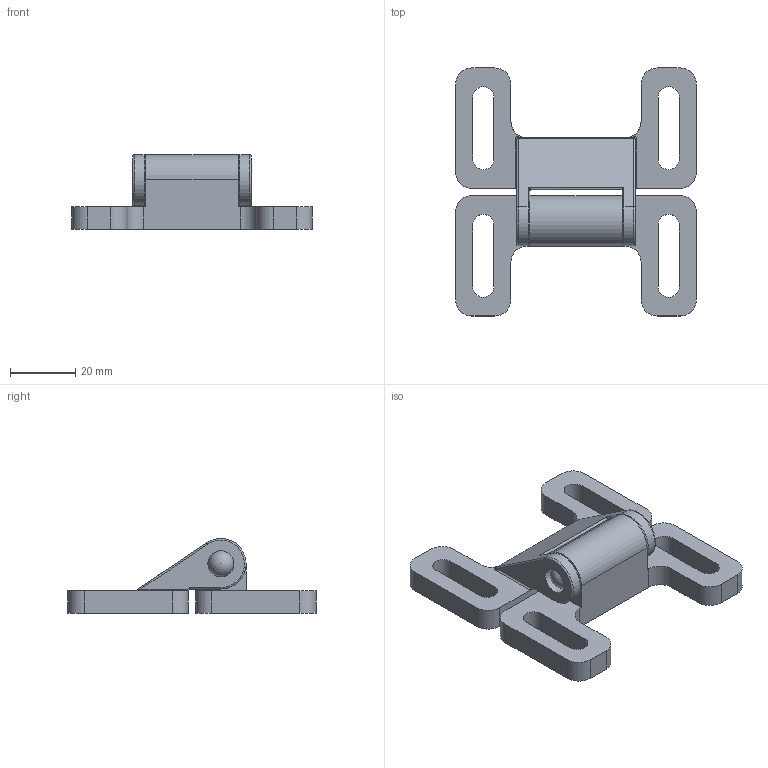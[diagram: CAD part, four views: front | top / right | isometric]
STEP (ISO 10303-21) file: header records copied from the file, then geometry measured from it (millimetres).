
FILE_DESCRIPTION((''),'2;1');
FILE_NAME('AR3811.stp','2021-06-21T15:51:36',('arma01'),(''),'Autodesk Inventor 2013','Autodesk Inventor 2013','');
FILE_SCHEMA(('AUTOMOTIVE_DESIGN { 1 0 10303 214 1 1 1 1 }'));
Length unit declared in the file: millimetre
Products named in the file (3): AR3811; AR3811 I; AR3811 II
Assembly tree (2 placements, depth 2):
  AR3811
    AR3811 I
    AR3811 II
Bounding box: 74 x 76.25 x 23 mm (x, y, z)
Volume: 32996.7 mm3; surface area: 14392.8 mm2
Topology: 2 solids, 2 shells, 104 faces, 277 edges, 176 vertices
Faces by surface type: cylinder 46, plane 41, torus 8, bspline 5, sphere 4
Full cylindrical faces by diameter (mm): 8 x2
Entity records: 3441 total; most frequent: CARTESIAN_POINT 724, DIRECTION 579, ORIENTED_EDGE 536, EDGE_CURVE 268, AXIS2_PLACEMENT_3D 216, VERTEX_POINT 172, VECTOR 147, LINE 147
